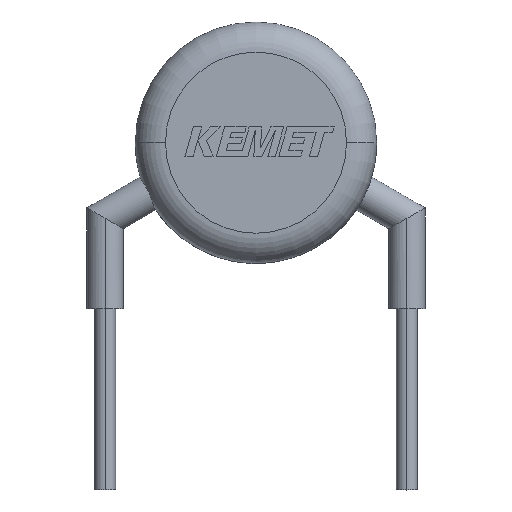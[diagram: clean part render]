
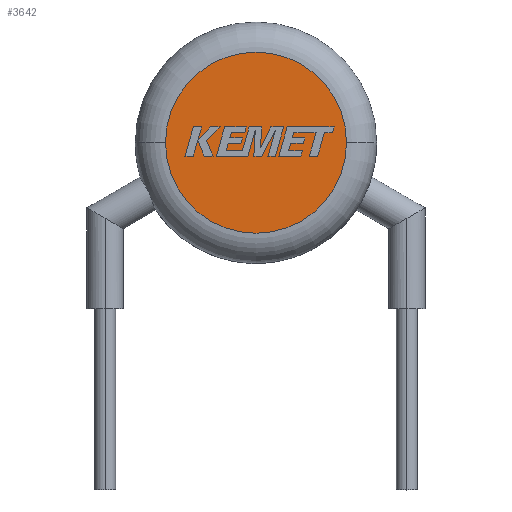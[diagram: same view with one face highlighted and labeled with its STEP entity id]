
A CAD part, top view. The second image highlights one B-rep face of the part: STEP entity #3642.
In plain terms, the highlighted planar face has unit normal (0, 0, 1).
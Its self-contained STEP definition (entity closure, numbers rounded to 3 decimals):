
#366 = CIRCLE ( 'NONE', #1464, 3. ) ;
#667 = DIRECTION ( 'NONE',  ( 0., 0., 1. ) ) ;
#833 = ORIENTED_EDGE ( 'NONE', *, *, #2810, .T. ) ;
#1360 = ORIENTED_EDGE ( 'NONE', *, *, #2083, .T. ) ;
#1464 = AXIS2_PLACEMENT_3D ( 'NONE', #2288, #3655, #3408 ) ;
#1788 = DIRECTION ( 'NONE',  ( 0., 0., 1. ) ) ;
#2048 = AXIS2_PLACEMENT_3D ( 'NONE', #2377, #667, #2433 ) ;
#2083 = EDGE_CURVE ( 'NONE', #2446, #2779, #3284, .T. ) ;
#2191 = CARTESIAN_POINT ( 'NONE',  ( 3., 0., 5. ) ) ;
#2288 = CARTESIAN_POINT ( 'NONE',  ( 0., 0., 5. ) ) ;
#2377 = CARTESIAN_POINT ( 'NONE',  ( 0., 0., 5. ) ) ;
#2433 = DIRECTION ( 'NONE',  ( 1., 0., 0. ) ) ;
#2446 = VERTEX_POINT ( 'NONE', #3032 ) ;
#2575 = AXIS2_PLACEMENT_3D ( 'NONE', #3526, #1788, #2918 ) ;
#2779 = VERTEX_POINT ( 'NONE', #2191 ) ;
#2810 = EDGE_CURVE ( 'NONE', #2779, #2446, #366, .T. ) ;
#2918 = DIRECTION ( 'NONE',  ( 1., 0., 0. ) ) ;
#3032 = CARTESIAN_POINT ( 'NONE',  ( -3., 0., 5. ) ) ;
#3199 = EDGE_LOOP ( 'NONE', ( #833, #1360 ) ) ;
#3284 = CIRCLE ( 'NONE', #2575, 3. ) ;
#3408 = DIRECTION ( 'NONE',  ( 1., 0., 0. ) ) ;
#3526 = CARTESIAN_POINT ( 'NONE',  ( 0., 0., 5. ) ) ;
#3535 = PLANE ( 'NONE',  #2048 ) ;
#3563 = FACE_OUTER_BOUND ( 'NONE', #3199, .T. ) ;
#3642 = ADVANCED_FACE ( 'NONE', ( #3563 ), #3535, .T. ) ;
#3655 = DIRECTION ( 'NONE',  ( 0., 0., 1. ) ) ;
